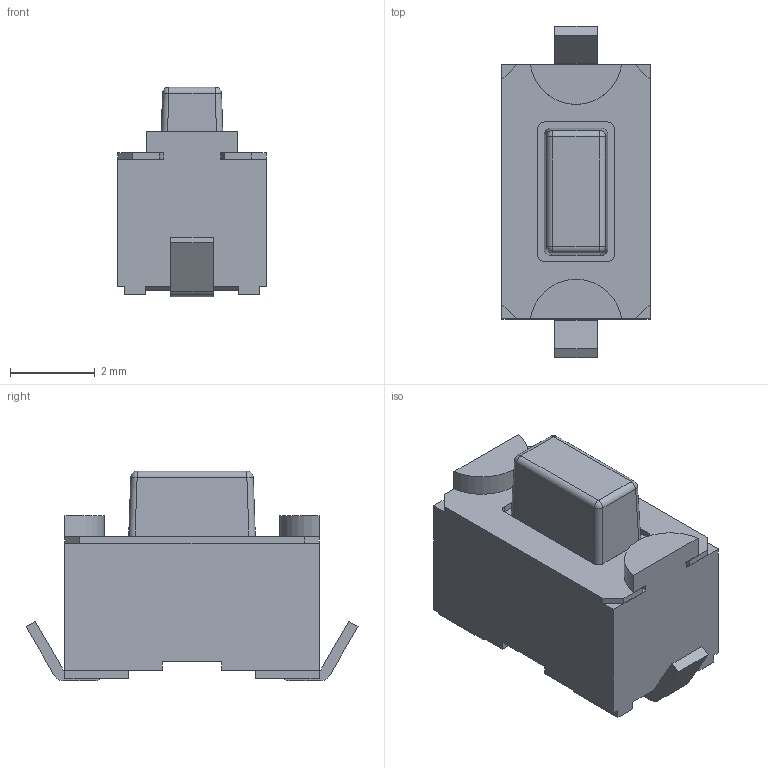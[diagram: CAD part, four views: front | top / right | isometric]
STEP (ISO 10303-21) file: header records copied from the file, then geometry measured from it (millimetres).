
FILE_DESCRIPTION(('FreeCAD Model'),'2;1');
FILE_NAME('Open CASCADE Shape Model','2022-08-01T15:27:46',( 'kicad StepUp'),('ksu MCAD'),'Open CASCADE STEP processor 7.5', 'FreeCAD','Unknown');
FILE_SCHEMA(('AUTOMOTIVE_DESIGN { 1 0 10303 214 1 1 1 1 }'));
Length unit declared in the file: millimetre
Products named in the file (7): Part; Apem ADTSM31NV; Apem ADTSM31NV001; Apem ADTSM31NV002; Apem ADTSM31NV003; Apem ADTSM31NV004; Apem ADTSM31NV005
Assembly tree (6 placements, depth 2):
  Part
    Apem ADTSM31NV
    Apem ADTSM31NV001
    Apem ADTSM31NV002
    Apem ADTSM31NV003
    Apem ADTSM31NV004
    Apem ADTSM31NV005
Bounding box: 3.5 x 7.84 x 4.95 mm (x, y, z)
Volume: 62.6 mm3; surface area: 286.1 mm2
Topology: 6 solids, 6 shells, 340 faces, 981 edges, 646 vertices
Faces by surface type: plane 255, cylinder 68, bspline 10, sphere 5, cone 2
Full cylindrical faces by diameter (mm): 0.6 x2
Entity records: 26742 total; most frequent: CARTESIAN_POINT 7603, DIRECTION 3387, LINE 2341, VECTOR 2341, ORIENTED_EDGE 1952, PCURVE 1952, DEFINITIONAL_REPRESENTATION 1952, EDGE_CURVE 976
